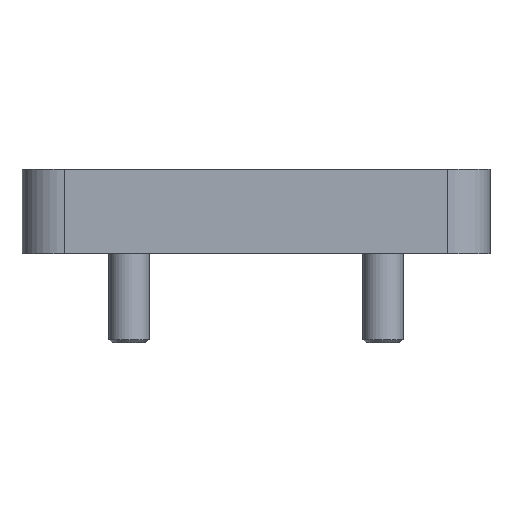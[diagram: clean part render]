
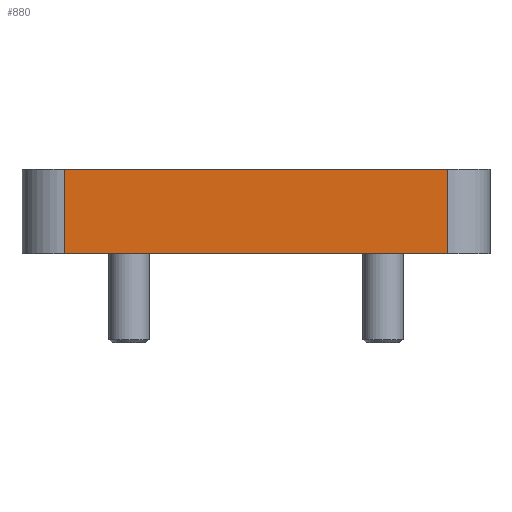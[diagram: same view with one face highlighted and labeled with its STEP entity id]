
A CAD part, left-side view. The second image highlights one B-rep face of the part: STEP entity #880.
In plain terms, the highlighted face is planar.
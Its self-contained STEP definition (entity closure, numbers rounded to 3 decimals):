
#119 = DIRECTION ( 'NONE',  ( 0., 0., 1. ) ) ;
#207 = VERTEX_POINT ( 'NONE', #826 ) ;
#222 = ORIENTED_EDGE ( 'NONE', *, *, #696, .F. ) ;
#226 = ORIENTED_EDGE ( 'NONE', *, *, #374, .T. ) ;
#252 = DIRECTION ( 'NONE',  ( 0., 0., -1. ) ) ;
#374 = EDGE_CURVE ( 'NONE', #822, #207, #654, .T. ) ;
#402 = CARTESIAN_POINT ( 'NONE',  ( 57.5, 28.65, 12.7 ) ) ;
#411 = CARTESIAN_POINT ( 'NONE',  ( 57.5, 28.65, 0. ) ) ;
#476 = VERTEX_POINT ( 'NONE', #411 ) ;
#477 = DIRECTION ( 'NONE',  ( 0., 1., 0. ) ) ;
#531 = AXIS2_PLACEMENT_3D ( 'NONE', #1672, #1136, #119 ) ;
#587 = CARTESIAN_POINT ( 'NONE',  ( 57.5, -28.65, 12.7 ) ) ;
#648 = VERTEX_POINT ( 'NONE', #1378 ) ;
#651 = VECTOR ( 'NONE', #252, 1000. ) ;
#654 = LINE ( 'NONE', #1299, #651 ) ;
#692 = ORIENTED_EDGE ( 'NONE', *, *, #1254, .F. ) ;
#696 = EDGE_CURVE ( 'NONE', #648, #476, #1697, .T. ) ;
#822 = VERTEX_POINT ( 'NONE', #587 ) ;
#826 = CARTESIAN_POINT ( 'NONE',  ( 57.5, -28.65, 0. ) ) ;
#872 = EDGE_LOOP ( 'NONE', ( #1497, #222, #692, #226 ) ) ;
#880 = ADVANCED_FACE ( 'NONE', ( #1704 ), #1684, .F. ) ;
#918 = VECTOR ( 'NONE', #477, 1000. ) ;
#969 = LINE ( 'NONE', #1477, #1639 ) ;
#1037 = LINE ( 'NONE', #1644, #918 ) ;
#1136 = DIRECTION ( 'NONE',  ( -1., 0., 0. ) ) ;
#1168 = DIRECTION ( 'NONE',  ( 0., 0., -1. ) ) ;
#1254 = EDGE_CURVE ( 'NONE', #822, #648, #1037, .T. ) ;
#1299 = CARTESIAN_POINT ( 'NONE',  ( 57.5, -28.65, 12.7 ) ) ;
#1378 = CARTESIAN_POINT ( 'NONE',  ( 57.5, 28.65, 12.7 ) ) ;
#1477 = CARTESIAN_POINT ( 'NONE',  ( 57.5, 28.65, 0. ) ) ;
#1497 = ORIENTED_EDGE ( 'NONE', *, *, #1583, .T. ) ;
#1583 = EDGE_CURVE ( 'NONE', #207, #476, #969, .T. ) ;
#1600 = DIRECTION ( 'NONE',  ( 0., 1., 0. ) ) ;
#1639 = VECTOR ( 'NONE', #1600, 1000. ) ;
#1644 = CARTESIAN_POINT ( 'NONE',  ( 57.5, 28.65, 12.7 ) ) ;
#1668 = VECTOR ( 'NONE', #1168, 1000. ) ;
#1672 = CARTESIAN_POINT ( 'NONE',  ( 57.5, 28.65, 12.7 ) ) ;
#1684 = PLANE ( 'NONE',  #531 ) ;
#1697 = LINE ( 'NONE', #402, #1668 ) ;
#1704 = FACE_OUTER_BOUND ( 'NONE', #872, .T. ) ;
